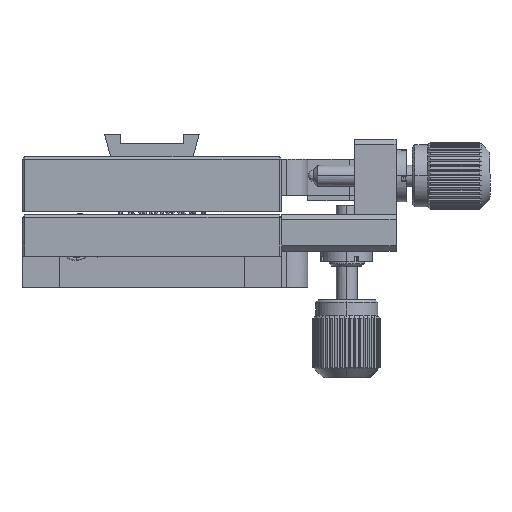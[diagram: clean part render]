
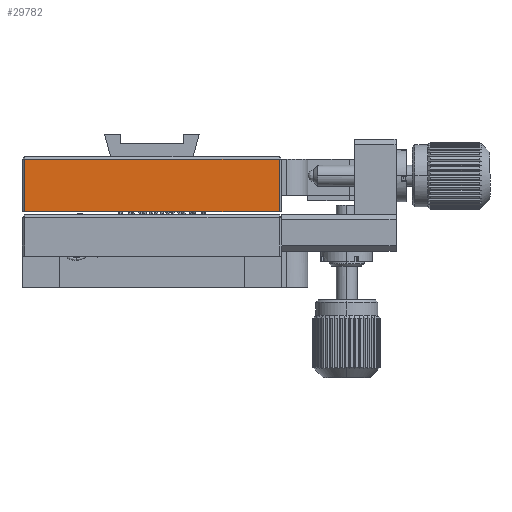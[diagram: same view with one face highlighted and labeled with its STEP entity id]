
A CAD part, left-side view. The second image highlights one B-rep face of the part: STEP entity #29782.
In plain terms, the highlighted free-form (B-spline) face has degree [1, 1] with [2, 2] control points.
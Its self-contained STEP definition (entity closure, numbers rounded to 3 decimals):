
#1792 = CARTESIAN_POINT ( 'NONE',  ( -33.243, 18.065, 6.404 ) ) ;
#2312 = VERTEX_POINT ( 'NONE', #12509 ) ;
#2344 = CARTESIAN_POINT ( 'NONE',  ( -33.243, 18.065, 16.504 ) ) ;
#2897 = EDGE_CURVE ( 'NONE', #33143, #7960, #28590, .T. ) ;
#4434 = CARTESIAN_POINT ( 'NONE',  ( -33.243, -30.935, 6.404 ) ) ;
#5799 = B_SPLINE_CURVE_WITH_KNOTS ( 'NONE', 1,
 ( #7063, #15572 ),
 .UNSPECIFIED., .F., .F.,
 ( 2, 2 ),
 ( -1., 0. ),
 .UNSPECIFIED. ) ;
#6019 = CARTESIAN_POINT ( 'NONE',  ( -33.243, -30.935, 6.404 ) ) ;
#7063 = CARTESIAN_POINT ( 'NONE',  ( -33.243, -30.935, 16.504 ) ) ;
#7960 = VERTEX_POINT ( 'NONE', #22554 ) ;
#9167 = ORIENTED_EDGE ( 'NONE', *, *, #31641, .F. ) ;
#11055 = B_SPLINE_CURVE_WITH_KNOTS ( 'NONE', 1,
 ( #27375, #33254 ),
 .UNSPECIFIED., .F., .F.,
 ( 2, 2 ),
 ( 0., 1. ),
 .UNSPECIFIED. ) ;
#12172 = EDGE_CURVE ( 'NONE', #19533, #33143, #19798, .T. ) ;
#12509 = CARTESIAN_POINT ( 'NONE',  ( -33.243, 18.065, 16.504 ) ) ;
#13426 = CARTESIAN_POINT ( 'NONE',  ( -33.243, -30.935, 16.504 ) ) ;
#13703 = EDGE_CURVE ( 'NONE', #2312, #19533, #11055, .T. ) ;
#15572 = CARTESIAN_POINT ( 'NONE',  ( -33.243, 18.065, 16.504 ) ) ;
#16355 = CARTESIAN_POINT ( 'NONE',  ( -33.243, 18.065, 6.404 ) ) ;
#18455 = EDGE_LOOP ( 'NONE', ( #24586, #27916, #21775, #9167 ) ) ;
#19533 = VERTEX_POINT ( 'NONE', #28312 ) ;
#19798 = B_SPLINE_CURVE_WITH_KNOTS ( 'NONE', 1,
 ( #16355, #33293 ),
 .UNSPECIFIED., .F., .F.,
 ( 2, 2 ),
 ( 0., 1. ),
 .UNSPECIFIED. ) ;
#21775 = ORIENTED_EDGE ( 'NONE', *, *, #13703, .F. ) ;
#22554 = CARTESIAN_POINT ( 'NONE',  ( -33.243, -30.935, 16.504 ) ) ;
#24586 = ORIENTED_EDGE ( 'NONE', *, *, #2897, .F. ) ;
#25759 = CARTESIAN_POINT ( 'NONE',  ( -33.243, -30.935, 16.504 ) ) ;
#27375 = CARTESIAN_POINT ( 'NONE',  ( -33.243, 18.065, 16.504 ) ) ;
#27613 = FACE_OUTER_BOUND ( 'NONE', #18455, .T. ) ;
#27916 = ORIENTED_EDGE ( 'NONE', *, *, #12172, .F. ) ;
#28312 = CARTESIAN_POINT ( 'NONE',  ( -33.243, 18.065, 6.404 ) ) ;
#28590 = B_SPLINE_CURVE_WITH_KNOTS ( 'NONE', 1,
 ( #6019, #25759 ),
 .UNSPECIFIED., .F., .F.,
 ( 2, 2 ),
 ( -1., 0. ),
 .UNSPECIFIED. ) ;
#29691 = B_SPLINE_SURFACE_WITH_KNOTS ( 'NONE', 1, 1, ( 
 ( #1792, #35904 ),
 ( #2344, #13426 ) ),
 .UNSPECIFIED., .F., .F., .F.,
 ( 2, 2 ),
 ( 2, 2 ),
 ( 0., 1. ),
 ( 0., 1. ),
 .UNSPECIFIED. ) ;
#29782 = ADVANCED_FACE ( 'NONE', ( #27613 ), #29691, .T. ) ;
#31641 = EDGE_CURVE ( 'NONE', #7960, #2312, #5799, .T. ) ;
#33143 = VERTEX_POINT ( 'NONE', #4434 ) ;
#33254 = CARTESIAN_POINT ( 'NONE',  ( -33.243, 18.065, 6.404 ) ) ;
#33293 = CARTESIAN_POINT ( 'NONE',  ( -33.243, -30.935, 6.404 ) ) ;
#35904 = CARTESIAN_POINT ( 'NONE',  ( -33.243, -30.935, 6.404 ) ) ;
